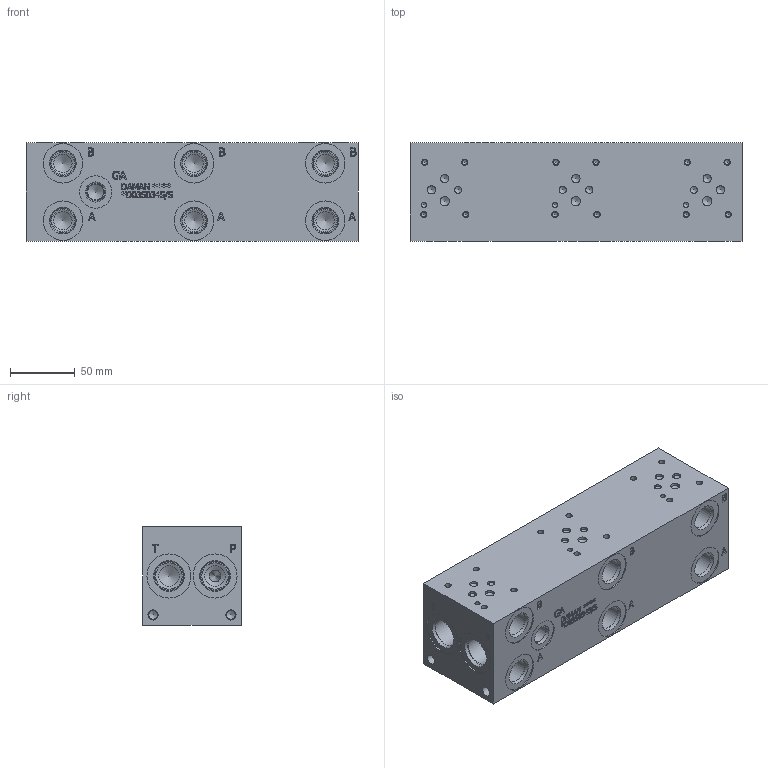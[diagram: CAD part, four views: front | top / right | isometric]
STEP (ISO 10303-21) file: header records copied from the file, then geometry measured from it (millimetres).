
FILE_DESCRIPTION(/* description */ (''),/* implementation_level */ '2;1');
FILE_NAME(/* name */ '_D03S034S_S.stp',/* time_stamp */ '2021-07-26T13:20:17-04:00',/* author */ ('anthonyv'),/* organization */ (''),/* preprocessor_version */ 'ST-DEVELOPER v18.1',/* originating_system */ 'Autodesk Inventor 2021',/* authorisation */ '');
FILE_SCHEMA (('AUTOMOTIVE_DESIGN { 1 0 10303 214 3 1 1 }'));
Length unit declared in the file: millimetre
Products named in the file (1): _D03S034S_S
Bounding box: 257.18 x 76.2 x 76.2 mm (x, y, z)
Volume: 1390035.8 mm3; surface area: 114317.3 mm2
Topology: 1 solids, 1 shells, 794 faces, 2168 edges, 1468 vertices
Faces by surface type: plane 404, bspline 198, cylinder 111, cone 81
Full cylindrical faces by diameter (mm): 3.785 x12, 3.962 x3, 4.826 x12, 5.563 x4, 6.35 x5, 6.528 x4, 7.137 x3, 7.925 x4, 12.294 x1, 12.9 x1, 13.487 x1, 14.275 x7, 14.529 x1, 15.875 x4, 17.45 x1, 17.501 x6, 18.542 x1, 19.05 x6, 19.253 x6, 19.99 x1, 20.447 x4, 20.625 x1, 21.819 x1, 22.225 x3, 22.23 x1, 22.555 x4, 23.901 x3, 25.019 x1, 30.632 x6, 34.138 x4
Entity records: 26618 total; most frequent: CARTESIAN_POINT 6962, ORIENTED_EDGE 4250, DIRECTION 3332, EDGE_CURVE 2125, VERTEX_POINT 1468, LINE 1320, VECTOR 1320, AXIS2_PLACEMENT_3D 1006
